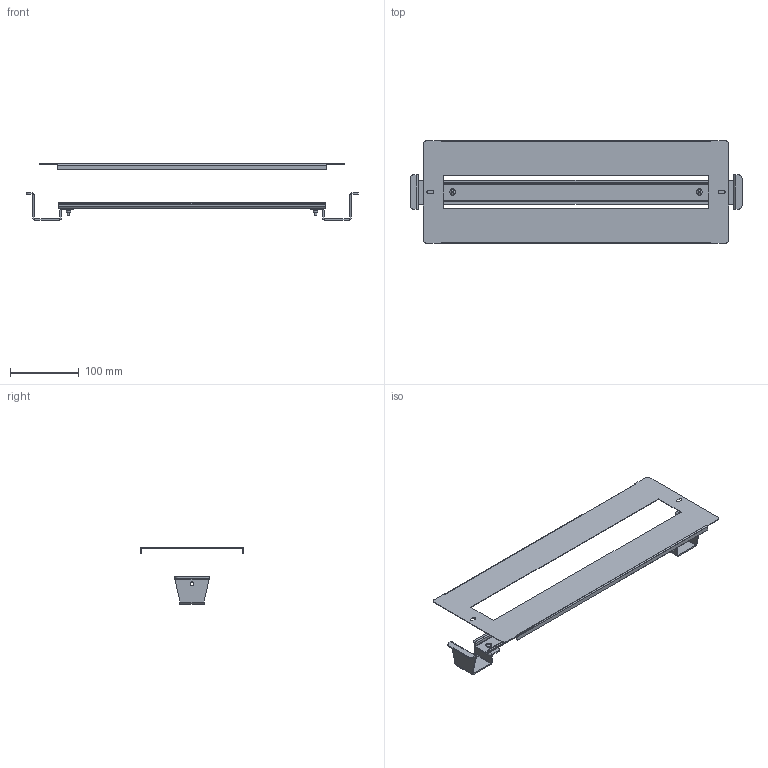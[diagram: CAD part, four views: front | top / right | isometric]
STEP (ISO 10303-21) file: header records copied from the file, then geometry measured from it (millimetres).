
FILE_DESCRIPTION (( 'STEP AP203' ), '1' );
FILE_NAME ('TI-00D-PM-050 TITAN Ïàíåëü ËÌÀ 500 (1õ21) H=150 ñ DIN-ðåéêîé IEK.STEP', '2024-02-09T09:13:55', ( '' ), ( '' ), 'SwSTEP 2.0', 'SolidWorks 2022', '' );
FILE_SCHEMA (( 'CONFIG_CONTROL_DESIGN' ));
Length unit declared in the file: millimetre
Products named in the file (7): 240.10.05 DIN-рейка_-02 (L=390); TI-00D-PM-050 TITAN Панель ЛМА 500 (1х21) H=150 с DIN-рейкой IEK; 240.10.20СБ Кронштейн DIN в сборе; Винт__самонарезающий_DIN_7500C_М4х6; 240.10.02-03 Панель ЛМА к ЩМП TITAN_-05 (500); Заклёпка резьбовая умен бортик_M4 (вытянутая на 2,0 мм); 240.10.04 Кронштейн DIN
Assembly tree (8 placements, depth 3):
  TI-00D-PM-050 TITAN Панель ЛМА 500 (1х21) H=150 с DIN-рейкой IEK
    240.10.02-03 Панель ЛМА к ЩМП TITAN_-05 (500)
    240.10.05 DIN-рейка_-02 (L=390)
    Винт__самонарезающий_DIN_7500C_М4х6  x2
    240.10.20СБ Кронштейн DIN в сборе  x2
      240.10.04 Кронштейн DIN
      Заклёпка резьбовая умен бортик_M4 (вытянутая на 2,0 мм)
Bounding box: 484 x 150 x 81.9 mm (x, y, z)
Volume: 79445.9 mm3; surface area: 166048.7 mm2
Topology: 8 solids, 8 shells, 262 faces, 602 edges, 360 vertices
Faces by surface type: plane 164, cylinder 86, sphere 4, cone 4, torus 4
Entity records: 5893 total; most frequent: DIRECTION 944, CARTESIAN_POINT 864, ORIENTED_EDGE 840, EDGE_CURVE 420, AXIS2_PLACEMENT_3D 332, VECTOR 280, LINE 280, VERTEX_POINT 252
